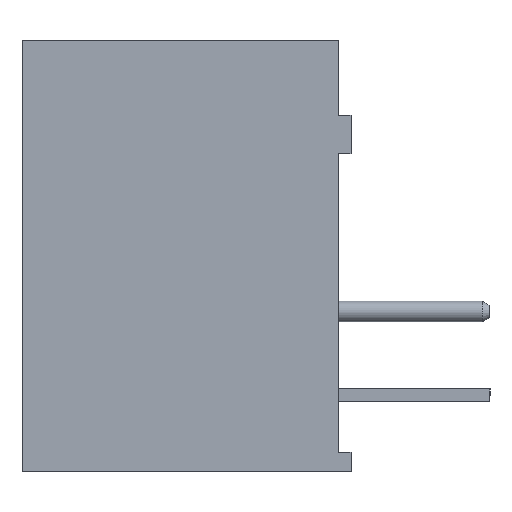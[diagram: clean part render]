
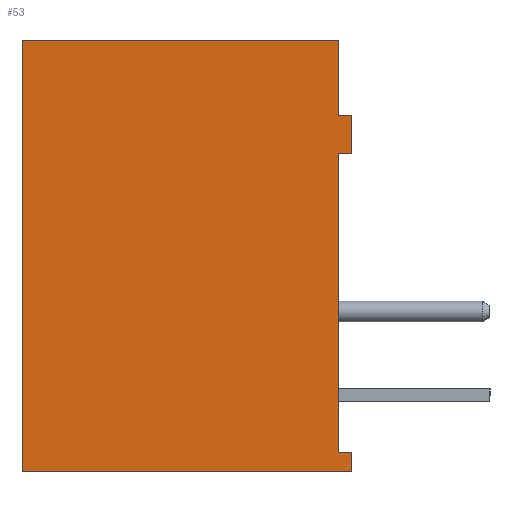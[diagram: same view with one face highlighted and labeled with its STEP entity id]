
A CAD part, left-side view. The second image highlights one B-rep face of the part: STEP entity #53.
In plain terms, the highlighted planar face has unit normal (-1, 0, 0).
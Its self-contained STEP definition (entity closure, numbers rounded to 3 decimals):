
#53 = ADVANCED_FACE ( 'NONE', ( #2182 ), #4361, .T. ) ;
#80 = ORIENTED_EDGE ( 'NONE', *, *, #2534, .T. ) ;
#114 = VERTEX_POINT ( 'NONE', #2323 ) ;
#159 = EDGE_CURVE ( 'NONE', #1252, #1743, #3823, .T. ) ;
#291 = ORIENTED_EDGE ( 'NONE', *, *, #1060, .T. ) ;
#367 = LINE ( 'NONE', #538, #1223 ) ;
#451 = VECTOR ( 'NONE', #2454, 1000. ) ;
#474 = LINE ( 'NONE', #3093, #2443 ) ;
#496 = VERTEX_POINT ( 'NONE', #817 ) ;
#538 = CARTESIAN_POINT ( 'NONE',  ( -4.85, 10.3, -6.75 ) ) ;
#559 = DIRECTION ( 'NONE',  ( 0., 1., 0. ) ) ;
#567 = EDGE_CURVE ( 'NONE', #2750, #1252, #367, .T. ) ;
#588 = DIRECTION ( 'NONE',  ( 0., 0., 1. ) ) ;
#783 = VERTEX_POINT ( 'NONE', #1298 ) ;
#787 = CARTESIAN_POINT ( 'NONE',  ( -4.85, 0., 3.2 ) ) ;
#817 = CARTESIAN_POINT ( 'NONE',  ( -4.85, 0., 3.2 ) ) ;
#873 = LINE ( 'NONE', #4313, #3375 ) ;
#1034 = LINE ( 'NONE', #4194, #451 ) ;
#1054 = VERTEX_POINT ( 'NONE', #3737 ) ;
#1060 = EDGE_CURVE ( 'NONE', #1054, #2750, #474, .T. ) ;
#1223 = VECTOR ( 'NONE', #3237, 1000. ) ;
#1236 = CARTESIAN_POINT ( 'NONE',  ( -4.85, 0., -6.15 ) ) ;
#1252 = VERTEX_POINT ( 'NONE', #4324 ) ;
#1264 = EDGE_CURVE ( 'NONE', #783, #3201, #873, .T. ) ;
#1279 = VERTEX_POINT ( 'NONE', #3644 ) ;
#1296 = EDGE_CURVE ( 'NONE', #1743, #114, #1719, .T. ) ;
#1298 = CARTESIAN_POINT ( 'NONE',  ( -4.85, 0.4, 4.4 ) ) ;
#1308 = CARTESIAN_POINT ( 'NONE',  ( -4.85, 0., 0. ) ) ;
#1459 = VECTOR ( 'NONE', #1688, 1000. ) ;
#1515 = VECTOR ( 'NONE', #1634, 1000. ) ;
#1580 = CARTESIAN_POINT ( 'NONE',  ( -4.85, 0.4, 6.75 ) ) ;
#1594 = CARTESIAN_POINT ( 'NONE',  ( -4.85, 0.4, -6.15 ) ) ;
#1602 = CARTESIAN_POINT ( 'NONE',  ( -4.85, 0., 4.4 ) ) ;
#1634 = DIRECTION ( 'NONE',  ( 0., 1., 0. ) ) ;
#1688 = DIRECTION ( 'NONE',  ( 0., 0., 1. ) ) ;
#1719 = LINE ( 'NONE', #1236, #1515 ) ;
#1743 = VERTEX_POINT ( 'NONE', #4066 ) ;
#1939 = CARTESIAN_POINT ( 'NONE',  ( -4.85, 0.4, 3.2 ) ) ;
#1981 = EDGE_CURVE ( 'NONE', #114, #2016, #2292, .T. ) ;
#2016 = VERTEX_POINT ( 'NONE', #1939 ) ;
#2089 = LINE ( 'NONE', #2815, #2137 ) ;
#2137 = VECTOR ( 'NONE', #2458, 1000. ) ;
#2182 = FACE_OUTER_BOUND ( 'NONE', #4039, .T. ) ;
#2270 = DIRECTION ( 'NONE',  ( 0., 0., 1. ) ) ;
#2292 = LINE ( 'NONE', #1594, #3109 ) ;
#2323 = CARTESIAN_POINT ( 'NONE',  ( -4.85, 0.4, -6.15 ) ) ;
#2443 = VECTOR ( 'NONE', #3512, 1000. ) ;
#2454 = DIRECTION ( 'NONE',  ( 0., 1., 0. ) ) ;
#2458 = DIRECTION ( 'NONE',  ( 0., -1., 0. ) ) ;
#2495 = ORIENTED_EDGE ( 'NONE', *, *, #2607, .T. ) ;
#2534 = EDGE_CURVE ( 'NONE', #1279, #783, #3629, .T. ) ;
#2607 = EDGE_CURVE ( 'NONE', #2016, #496, #2089, .T. ) ;
#2690 = DIRECTION ( 'NONE',  ( 0., 0., 1. ) ) ;
#2700 = EDGE_CURVE ( 'NONE', #496, #1279, #3958, .T. ) ;
#2710 = CARTESIAN_POINT ( 'NONE',  ( -4.85, 0., -6.75 ) ) ;
#2740 = VECTOR ( 'NONE', #559, 1000. ) ;
#2750 = VERTEX_POINT ( 'NONE', #4156 ) ;
#2807 = ORIENTED_EDGE ( 'NONE', *, *, #1264, .T. ) ;
#2815 = CARTESIAN_POINT ( 'NONE',  ( -4.85, 0.4, 3.2 ) ) ;
#2868 = ORIENTED_EDGE ( 'NONE', *, *, #1981, .T. ) ;
#2881 = VECTOR ( 'NONE', #3400, 1000. ) ;
#2947 = ORIENTED_EDGE ( 'NONE', *, *, #159, .T. ) ;
#2999 = DIRECTION ( 'NONE',  ( -1., 0., 0. ) ) ;
#3093 = CARTESIAN_POINT ( 'NONE',  ( -4.85, 10.3, 6.75 ) ) ;
#3109 = VECTOR ( 'NONE', #2270, 1000. ) ;
#3201 = VERTEX_POINT ( 'NONE', #1580 ) ;
#3237 = DIRECTION ( 'NONE',  ( 0., -1., 0. ) ) ;
#3356 = EDGE_CURVE ( 'NONE', #3201, #1054, #1034, .T. ) ;
#3371 = ORIENTED_EDGE ( 'NONE', *, *, #2700, .T. ) ;
#3375 = VECTOR ( 'NONE', #588, 1000. ) ;
#3400 = DIRECTION ( 'NONE',  ( 0., 0., 1. ) ) ;
#3512 = DIRECTION ( 'NONE',  ( 0., 0., -1. ) ) ;
#3599 = AXIS2_PLACEMENT_3D ( 'NONE', #1308, #2999, #2690 ) ;
#3629 = LINE ( 'NONE', #1602, #2740 ) ;
#3644 = CARTESIAN_POINT ( 'NONE',  ( -4.85, 0., 4.4 ) ) ;
#3737 = CARTESIAN_POINT ( 'NONE',  ( -4.85, 10.3, 6.75 ) ) ;
#3823 = LINE ( 'NONE', #2710, #2881 ) ;
#3918 = ORIENTED_EDGE ( 'NONE', *, *, #3356, .T. ) ;
#3958 = LINE ( 'NONE', #787, #1459 ) ;
#4039 = EDGE_LOOP ( 'NONE', ( #291, #4107, #2947, #4176, #2868, #2495, #3371, #80, #2807, #3918 ) ) ;
#4066 = CARTESIAN_POINT ( 'NONE',  ( -4.85, 0., -6.15 ) ) ;
#4107 = ORIENTED_EDGE ( 'NONE', *, *, #567, .T. ) ;
#4156 = CARTESIAN_POINT ( 'NONE',  ( -4.85, 10.3, -6.75 ) ) ;
#4176 = ORIENTED_EDGE ( 'NONE', *, *, #1296, .T. ) ;
#4194 = CARTESIAN_POINT ( 'NONE',  ( -4.85, 0.4, 6.75 ) ) ;
#4313 = CARTESIAN_POINT ( 'NONE',  ( -4.85, 0.4, 4.4 ) ) ;
#4324 = CARTESIAN_POINT ( 'NONE',  ( -4.85, 0., -6.75 ) ) ;
#4361 = PLANE ( 'NONE',  #3599 ) ;
